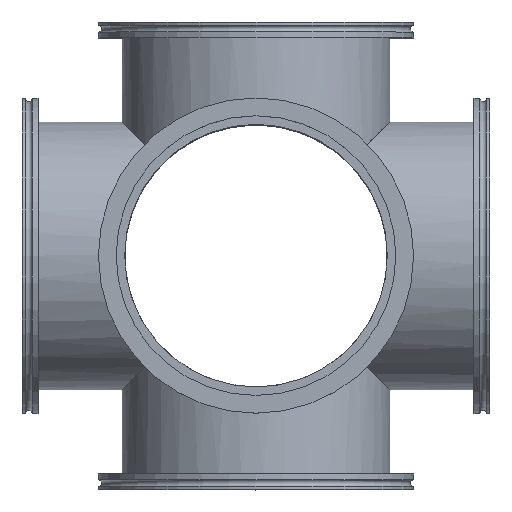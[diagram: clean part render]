
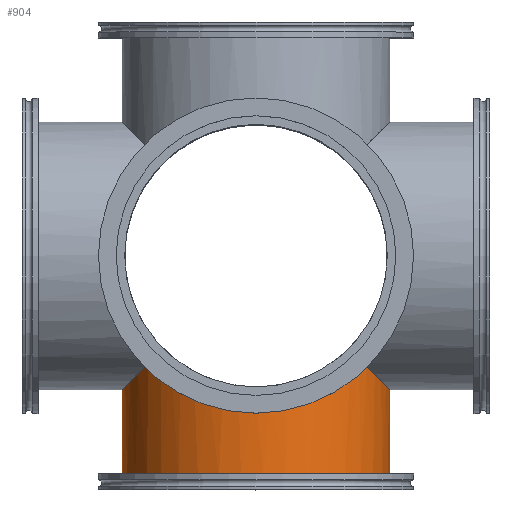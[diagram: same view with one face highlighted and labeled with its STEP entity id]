
A CAD part, top view. The second image highlights one B-rep face of the part: STEP entity #904.
In plain terms, the highlighted cylindrical face has radius 102 mm (diameter 204 mm), a full revolution.
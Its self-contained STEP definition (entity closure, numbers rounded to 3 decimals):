
#91=CYLINDRICAL_SURFACE('',#1080,102.);
#133=ELLIPSE('',#1068,144.25,102.);
#135=ELLIPSE('',#1071,144.25,102.);
#138=ELLIPSE('',#1075,144.25,102.);
#140=ELLIPSE('',#1079,144.25,102.);
#269=FACE_BOUND('',#394,.T.);
#322=FACE_OUTER_BOUND('',#393,.T.);
#393=EDGE_LOOP('',(#771));
#394=EDGE_LOOP('',(#772,#773,#774,#775));
#443=CIRCLE('',#1065,102.);
#502=VERTEX_POINT('',#1601);
#504=VERTEX_POINT('',#1606);
#506=VERTEX_POINT('',#1609);
#508=VERTEX_POINT('',#1615);
#511=VERTEX_POINT('',#1622);
#593=EDGE_CURVE('',#502,#502,#443,.T.);
#596=EDGE_CURVE('',#506,#504,#133,.T.);
#599=EDGE_CURVE('',#508,#506,#135,.T.);
#604=EDGE_CURVE('',#511,#508,#138,.T.);
#606=EDGE_CURVE('',#504,#511,#140,.T.);
#771=ORIENTED_EDGE('',*,*,#593,.T.);
#772=ORIENTED_EDGE('',*,*,#596,.T.);
#773=ORIENTED_EDGE('',*,*,#606,.T.);
#774=ORIENTED_EDGE('',*,*,#604,.T.);
#775=ORIENTED_EDGE('',*,*,#599,.T.);
#904=ADVANCED_FACE('',(#322,#269),#91,.T.);
#1065=AXIS2_PLACEMENT_3D('',#1602,#1308,#1309);
#1068=AXIS2_PLACEMENT_3D('',#1610,#1315,#1316);
#1071=AXIS2_PLACEMENT_3D('',#1616,#1322,#1323);
#1075=AXIS2_PLACEMENT_3D('',#1625,#1332,#1333);
#1079=AXIS2_PLACEMENT_3D('',#1629,#1340,#1341);
#1080=AXIS2_PLACEMENT_3D('',#1630,#1342,#1343);
#1308=DIRECTION('center_axis',(0.,0.,-1.));
#1309=DIRECTION('ref_axis',(-1.,0.,0.));
#1315=DIRECTION('center_axis',(-0.707,0.,
0.707));
#1316=DIRECTION('ref_axis',(-0.707,0.,-0.707));
#1322=DIRECTION('center_axis',(0.,0.707,0.707));
#1323=DIRECTION('ref_axis',(0.,-0.707,0.707));
#1332=DIRECTION('center_axis',(0.707,0.,
0.707));
#1333=DIRECTION('ref_axis',(-0.707,0.,0.707));
#1340=DIRECTION('center_axis',(0.,-0.707,0.707));
#1341=DIRECTION('ref_axis',(0.,-0.707,-0.707));
#1342=DIRECTION('center_axis',(0.,0.,1.));
#1343=DIRECTION('ref_axis',(-1.,0.,0.));
#1601=CARTESIAN_POINT('',(102.,0.,170.));
#1602=CARTESIAN_POINT('Origin',(0.,0.,170.));
#1606=CARTESIAN_POINT('',(72.125,72.125,72.125));
#1609=CARTESIAN_POINT('',(72.125,-72.125,72.125));
#1610=CARTESIAN_POINT('Origin',(0.,0.,0.));
#1615=CARTESIAN_POINT('',(-72.125,-72.125,72.125));
#1616=CARTESIAN_POINT('Origin',(0.,0.,0.));
#1622=CARTESIAN_POINT('',(-72.125,72.125,72.125));
#1625=CARTESIAN_POINT('Origin',(0.,0.,0.));
#1629=CARTESIAN_POINT('Origin',(0.,0.,0.));
#1630=CARTESIAN_POINT('Origin',(0.,0.,0.));
